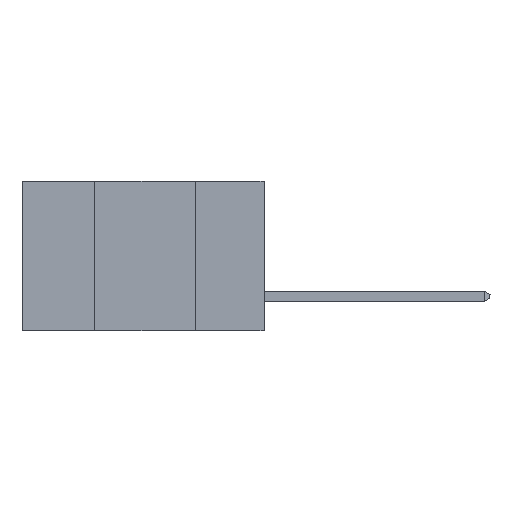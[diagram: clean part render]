
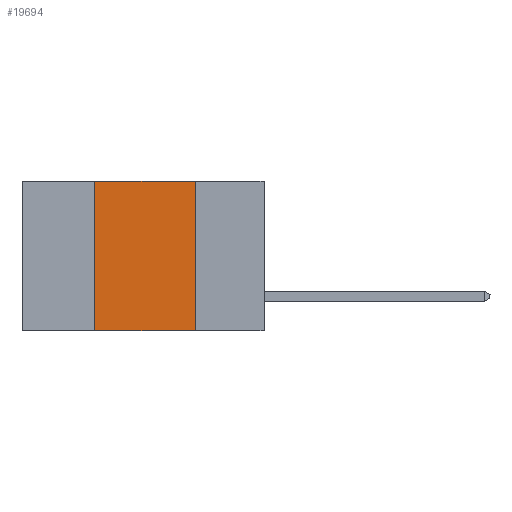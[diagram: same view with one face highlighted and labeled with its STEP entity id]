
A CAD part, left-side view. The second image highlights one B-rep face of the part: STEP entity #19694.
In plain terms, the highlighted planar face has unit normal (-1, 0, 0).
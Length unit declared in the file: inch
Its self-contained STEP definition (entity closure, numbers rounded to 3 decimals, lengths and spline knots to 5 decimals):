
#1912 = CARTESIAN_POINT ( 'NONE',  ( 0., 0.6, -0.37 ) ) ;
#2103 = LINE ( 'NONE', #16952, #18139 ) ;
#2695 = ORIENTED_EDGE ( 'NONE', *, *, #7828, .F. ) ;
#4828 = VERTEX_POINT ( 'NONE', #15598 ) ;
#6412 = CARTESIAN_POINT ( 'NONE',  ( 0., 0.42, -0.37 ) ) ;
#6841 = VERTEX_POINT ( 'NONE', #18696 ) ;
#7405 = CARTESIAN_POINT ( 'NONE',  ( 0., 0.42, 0. ) ) ;
#7600 = ORIENTED_EDGE ( 'NONE', *, *, #14733, .F. ) ;
#7828 = EDGE_CURVE ( 'NONE', #6841, #4828, #2103, .T. ) ;
#7872 = DIRECTION ( 'NONE',  ( 1., 0., 0. ) ) ;
#7934 = DIRECTION ( 'NONE',  ( 0., 0., -1. ) ) ;
#8266 = CARTESIAN_POINT ( 'NONE',  ( 0., 0.6, 0. ) ) ;
#8803 = DIRECTION ( 'NONE',  ( 0., -1., 0. ) ) ;
#8828 = DIRECTION ( 'NONE',  ( 0., -1., 0. ) ) ;
#8963 = LINE ( 'NONE', #7405, #13557 ) ;
#10239 = CARTESIAN_POINT ( 'NONE',  ( 0., 0.6, 0. ) ) ;
#10732 = ORIENTED_EDGE ( 'NONE', *, *, #11211, .T. ) ;
#10877 = EDGE_CURVE ( 'NONE', #22768, #6841, #16227, .T. ) ;
#11211 = EDGE_CURVE ( 'NONE', #18889, #4828, #27273, .T. ) ;
#13235 = FACE_OUTER_BOUND ( 'NONE', #24527, .T. ) ;
#13557 = VECTOR ( 'NONE', #18444, 39.37008 ) ;
#14733 = EDGE_CURVE ( 'NONE', #18889, #22768, #8963, .T. ) ;
#15598 = CARTESIAN_POINT ( 'NONE',  ( 0., 0.17, -0.37 ) ) ;
#16037 = ORIENTED_EDGE ( 'NONE', *, *, #10877, .F. ) ;
#16227 = LINE ( 'NONE', #8266, #20902 ) ;
#16952 = CARTESIAN_POINT ( 'NONE',  ( 0., 0.17, 0. ) ) ;
#16977 = CARTESIAN_POINT ( 'NONE',  ( 0., 0.42, 0. ) ) ;
#18139 = VECTOR ( 'NONE', #7934, 39.37008 ) ;
#18444 = DIRECTION ( 'NONE',  ( 0., 0., 1. ) ) ;
#18696 = CARTESIAN_POINT ( 'NONE',  ( 0., 0.17, 0. ) ) ;
#18889 = VERTEX_POINT ( 'NONE', #6412 ) ;
#19694 = ADVANCED_FACE ( 'NONE', ( #13235 ), #28367, .F. ) ;
#19809 = VECTOR ( 'NONE', #8803, 39.37008 ) ;
#20902 = VECTOR ( 'NONE', #8828, 39.37008 ) ;
#22768 = VERTEX_POINT ( 'NONE', #16977 ) ;
#24249 = AXIS2_PLACEMENT_3D ( 'NONE', #10239, #7872, #26047 ) ;
#24527 = EDGE_LOOP ( 'NONE', ( #2695, #16037, #7600, #10732 ) ) ;
#26047 = DIRECTION ( 'NONE',  ( 0., 0., -1. ) ) ;
#27273 = LINE ( 'NONE', #1912, #19809 ) ;
#28367 = PLANE ( 'NONE',  #24249 ) ;
